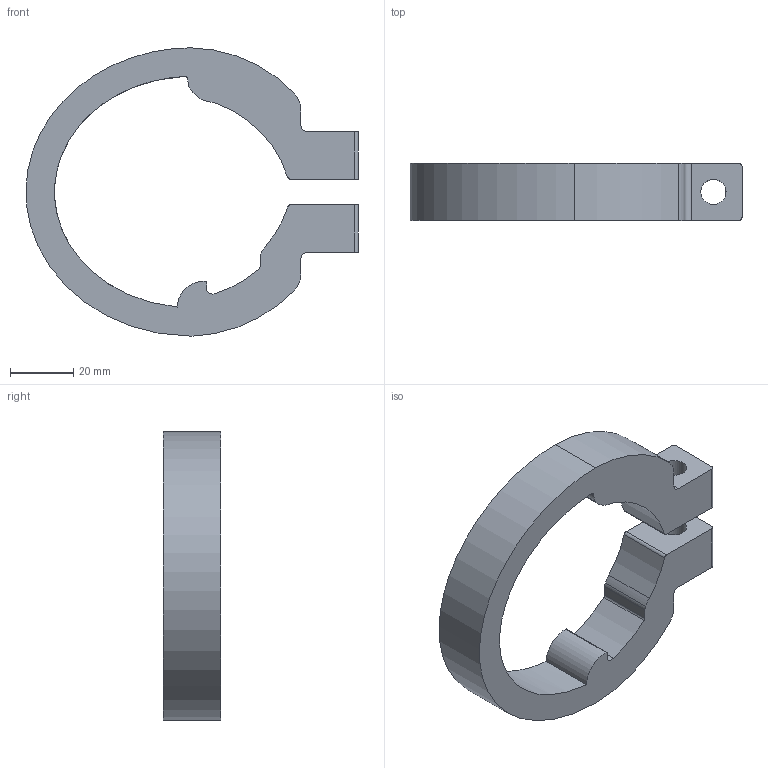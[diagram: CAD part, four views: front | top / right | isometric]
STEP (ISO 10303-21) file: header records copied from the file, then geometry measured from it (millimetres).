
FILE_DESCRIPTION(/* description */ (''),/* implementation_level */ '2;1');
FILE_NAME(/* name */ 'Falcon_Ultimate_Edition_Back_V1.0.step',/* time_stamp */ '2020-01-07T00:58:07+01:00',/* author */ (''),/* organization */ (''),/* preprocessor_version */ 'ST-DEVELOPER v18',/* originating_system */ 'Autodesk Translation Framework v8.12.0.6',/* authorisation */ '');
FILE_SCHEMA (('AUTOMOTIVE_DESIGN { 1 0 10303 214 3 1 1 }'));
Length unit declared in the file: millimetre
Products named in the file (1): FusionComponent
Bounding box: 104.73 x 18 x 91 mm (x, y, z)
Volume: 55012 mm3; surface area: 17340.4 mm2
Topology: 1 solids, 1 shells, 42 faces, 120 edges, 80 vertices
Faces by surface type: cylinder 27, plane 13, bspline 2
Full cylindrical faces by diameter (mm): 7.95 x2
Entity records: 1460 total; most frequent: CARTESIAN_POINT 261, DIRECTION 260, ORIENTED_EDGE 240, EDGE_CURVE 120, AXIS2_PLACEMENT_3D 99, VERTEX_POINT 80, LINE 62, VECTOR 62
